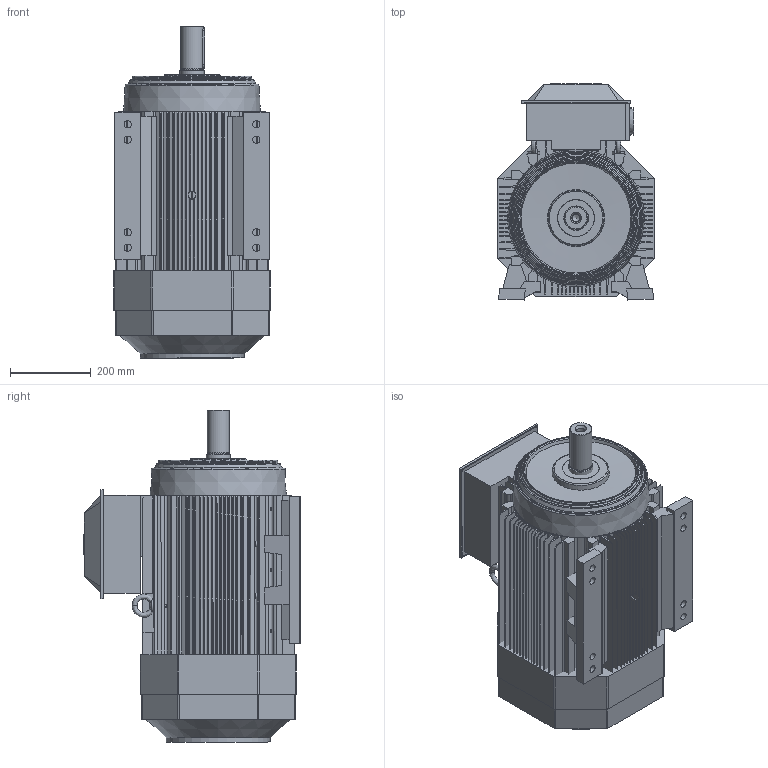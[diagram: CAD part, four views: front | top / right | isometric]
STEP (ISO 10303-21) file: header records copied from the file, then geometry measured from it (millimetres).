
FILE_DESCRIPTION((''),'2;1');
FILE_NAME('3GZV100086-20.stp','2015-07-02T11:25:46',('sejotaa1'),(''),'Autodesk Inventor 2011','Autodesk Inventor 2011','');
FILE_SCHEMA(('AUTOMOTIVE_DESIGN { 1 0 10303 214 1 1 1 1 }'));
Length unit declared in the file: millimetre
Products named in the file (1): 3GZV100086-20
Bounding box: 386 x 534.17 x 820.64 mm (x, y, z)
Volume: 88204539.6 mm3; surface area: 7557745.5 mm2
Topology: 18 solids, 192 shells, 2090 faces, 5608 edges, 3722 vertices
Faces by surface type: plane 1106, cylinder 824, cone 78, bspline 42, torus 40
Full cylindrical faces by diameter (mm): 3.3 x8, 5.5 x8, 6.6 x2, 8.4 x2, 10.106 x12, 11 x2, 12 x4, 16 x4, 17.294 x2, 18 x16, 20 x2, 20.127 x4, 21 x2, 30 x4, 47 x2, 49 x2, 49.4 x2, 50 x2, 54.4 x2, 55 x2, 57 x2, 59 x4, 59.4 x2, 60 x2, 61.376 x2, 63 x6, 70 x4, 71 x4, 256.433 x2, 323 x2
Entity records: 75509 total; most frequent: CARTESIAN_POINT 20737, DIRECTION 10944, ORIENTED_EDGE 10248, EDGE_CURVE 5340, AXIS2_PLACEMENT_3D 3987, VERTEX_POINT 3684, VECTOR 2970, LINE 2970
